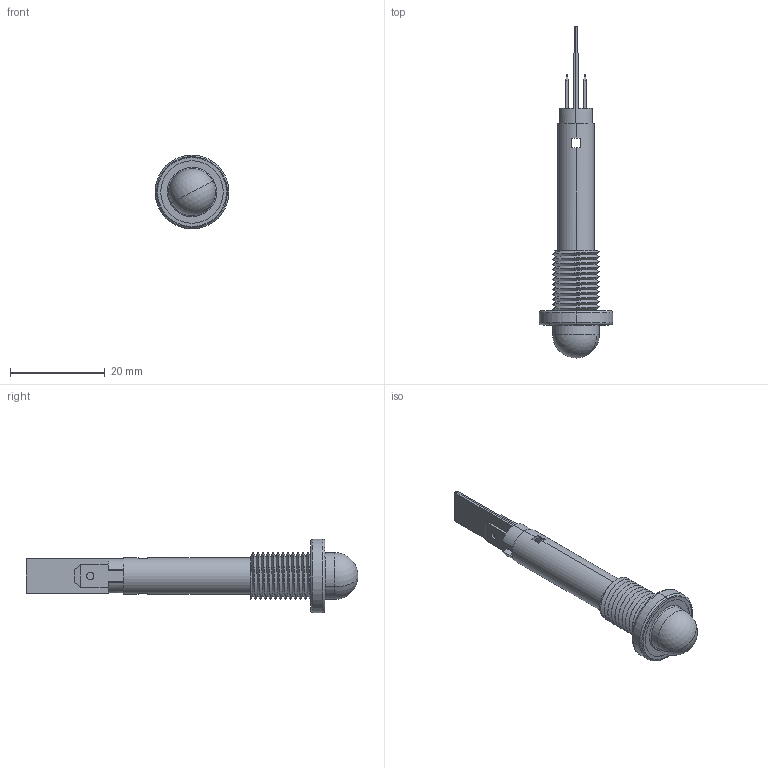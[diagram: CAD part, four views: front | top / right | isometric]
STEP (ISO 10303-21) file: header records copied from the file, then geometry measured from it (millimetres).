
FILE_DESCRIPTION (( 'STEP AP203' ), '1' );
FILE_NAME ('75SeriesTabs.STEP', '2016-08-18T22:18:02', ( '' ), ( '' ), 'SwSTEP 2.0', 'SolidWorks 2016', '' );
FILE_SCHEMA (( 'CONFIG_CONTROL_DESIGN' ));
Length unit declared in the file: inch
Products named in the file (7): 9107200208 P740318; 890139050X P740317; 9991103308 P740319; 9200161023 P740799; 98005x0005; 78068410XX; 75SeriesTabs
Assembly tree (7 placements, depth 2):
  75SeriesTabs
    9107200208 P740318
    890139050X P740317
    9991103308 P740319
    9200161023 P740799
    98005x0005
    78068410XX  x2
Bounding box: 15.62 x 70.23 x 15.62 mm (x, y, z)
Volume: 1634.2 mm3; surface area: 4565.1 mm2
Topology: 7 solids, 7 shells, 135 faces, 343 edges, 220 vertices
Faces by surface type: plane 60, cylinder 57, torus 10, sphere 6, bspline 2
Entity records: 5879 total; most frequent: CARTESIAN_POINT 2314, DIRECTION 600, ORIENTED_EDGE 594, EDGE_CURVE 297, AXIS2_PLACEMENT_3D 236, VERTEX_POINT 192, EDGE_LOOP 133, VECTOR 128
